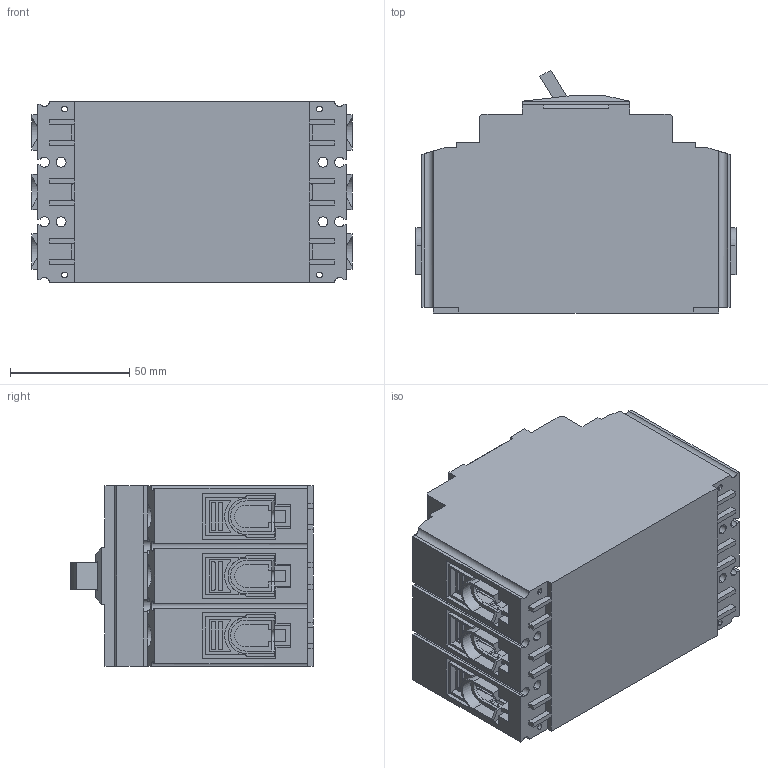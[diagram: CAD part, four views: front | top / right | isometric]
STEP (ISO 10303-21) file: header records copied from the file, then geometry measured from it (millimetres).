
FILE_DESCRIPTION (( 'STEP AP203' ), '1' );
FILE_NAME ('GCB100S-3FF30LL.step', '2021-09-02T13:36:24', ( '' ), ( '' ), 'SwSTEP 2.0', 'SolidWorks 2021', '' );
FILE_SCHEMA (( 'CONFIG_CONTROL_DESIGN' ));
Length unit declared in the file: inch
Products named in the file (1): GCB100S-3FF30LL
Bounding box: 134.4 x 101.93 x 76 mm (x, y, z)
Volume: 708461.8 mm3; surface area: 95831.3 mm2
Topology: 1 solids, 1 shells, 1256 faces, 3762 edges, 2466 vertices
Faces by surface type: plane 784, cylinder 424, bspline 36, torus 12
Entity records: 43263 total; most frequent: CARTESIAN_POINT 8805, ORIENTED_EDGE 7524, DIRECTION 6962, EDGE_CURVE 3762, VECTOR 2764, LINE 2764, VERTEX_POINT 2466, AXIS2_PLACEMENT_3D 2099
